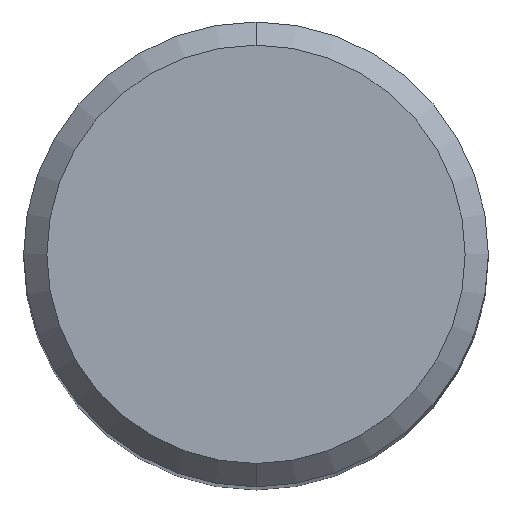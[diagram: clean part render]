
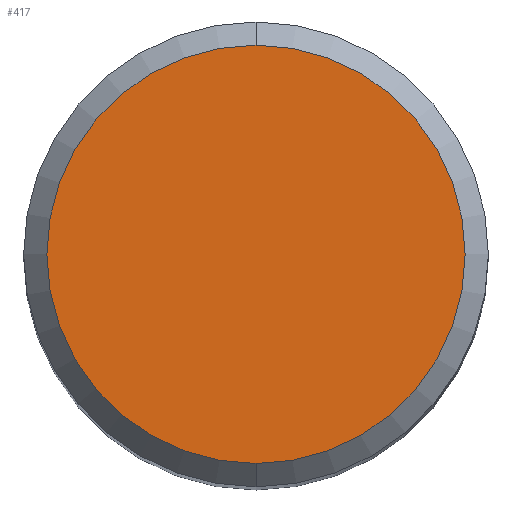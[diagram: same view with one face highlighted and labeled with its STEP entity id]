
A CAD part, top view. The second image highlights one B-rep face of the part: STEP entity #417.
In plain terms, the highlighted planar face has unit normal (0, 0, 1).
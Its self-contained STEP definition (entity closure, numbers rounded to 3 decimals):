
#181=EDGE_CURVE('',#393,#199,#488,.T.);
#187=EDGE_CURVE('',#199,#393,#494,.T.);
#199=VERTEX_POINT('',#507);
#393=VERTEX_POINT('',#721);
#417=ADVANCED_FACE('',(#748),#749,.T.);
#488=CIRCLE('',#821,4.5);
#494=CIRCLE('',#855,4.5);
#507=CARTESIAN_POINT('',(0.0,4.5,0.0));
#721=CARTESIAN_POINT('',(0.,-4.5,0.0));
#748=FACE_OUTER_BOUND('',#1366,.T.);
#749=PLANE('',#1367);
#821=AXIS2_PLACEMENT_3D('',#1477,#1478,#1479);
#855=AXIS2_PLACEMENT_3D('',#1480,#1481,#1482);
#1366=EDGE_LOOP('',(#1767,#1768));
#1367=AXIS2_PLACEMENT_3D('',#1769,#1770,#1771);
#1477=CARTESIAN_POINT('',(0.0,0.0,0.0));
#1478=DIRECTION('',(0.0,0.0,-1.0));
#1479=DIRECTION('',(0.0,1.0,0.0));
#1480=CARTESIAN_POINT('',(0.0,0.0,0.0));
#1481=DIRECTION('',(0.0,0.0,-1.0));
#1482=DIRECTION('',(0.0,1.0,0.0));
#1767=ORIENTED_EDGE('',*,*,#187,.F.);
#1768=ORIENTED_EDGE('',*,*,#181,.F.);
#1769=CARTESIAN_POINT('',(0.0,2.25,0.0));
#1770=DIRECTION('',(-0.0,0.0,1.0));
#1771=DIRECTION('',(0.0,-1.0,0.0));
